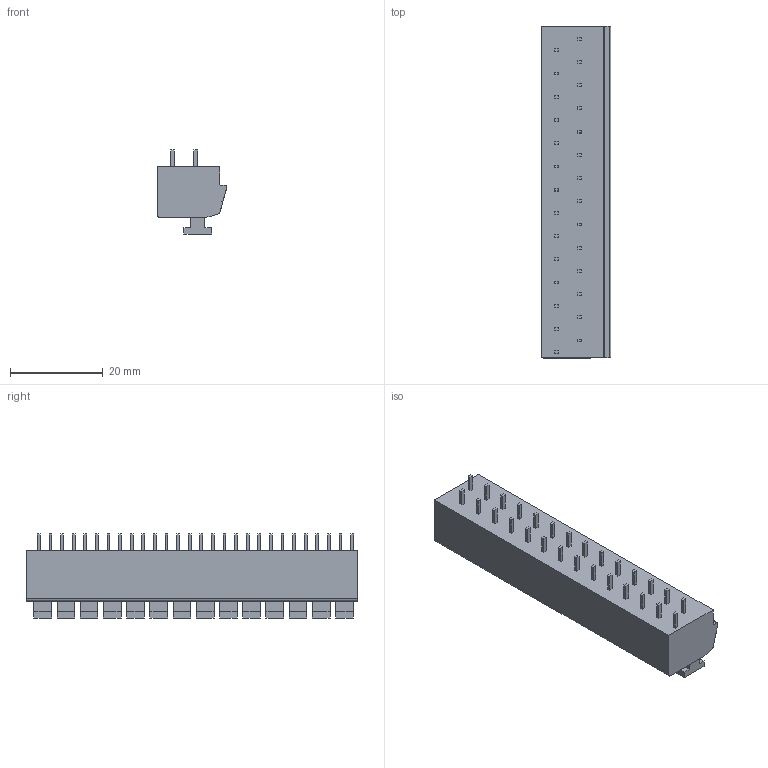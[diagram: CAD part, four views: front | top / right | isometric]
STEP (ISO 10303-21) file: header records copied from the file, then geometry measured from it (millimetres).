
FILE_DESCRIPTION((''),'2;1');
FILE_NAME('PRT0001','2024-09-29T09:26:19',('tluser'),(''),'CREO PARAMETRIC BY PTC INC, 2018100','CREO PARAMETRIC BY PTC INC, 2018100','');
FILE_SCHEMA(('CONFIG_CONTROL_DESIGN'));
Length unit declared in the file: millimetre
Products named in the file (1): PRT0001
Bounding box: 15 x 71.5 x 18.1 mm (x, y, z)
Volume: 10800.2 mm3; surface area: 5925.2 mm2
Topology: 1 solids, 1 shells, 546 faces, 1408 edges, 920 vertices
Faces by surface type: plane 458, bspline 56, cylinder 32
Entity records: 19254 total; most frequent: CARTESIAN_POINT 6682, ORIENTED_EDGE 2816, DIRECTION 2088, EDGE_CURVE 1408, VECTOR 1092, LINE 1092, VERTEX_POINT 920, EDGE_LOOP 602
